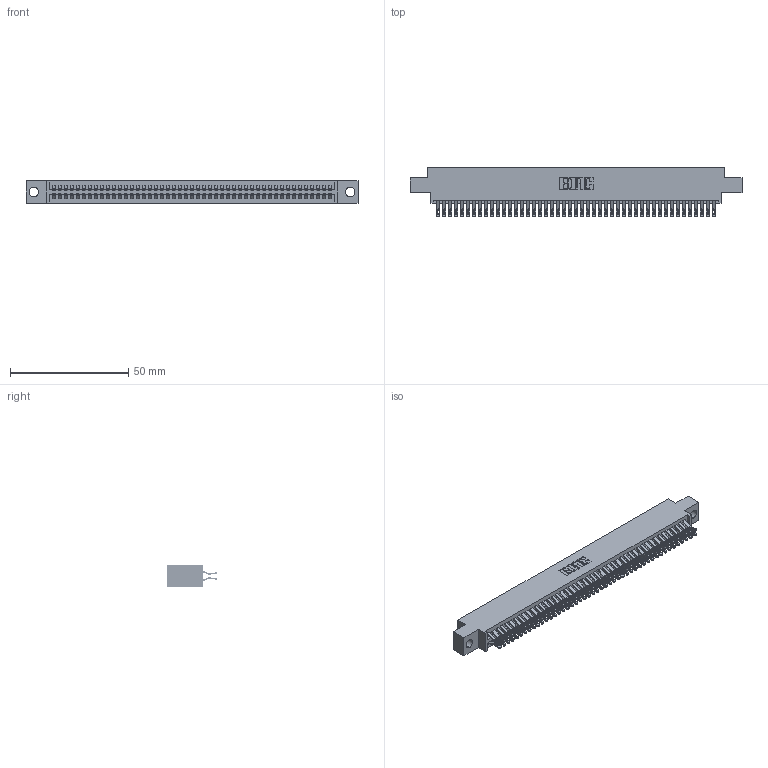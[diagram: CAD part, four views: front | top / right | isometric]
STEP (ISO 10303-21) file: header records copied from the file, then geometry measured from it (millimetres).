
FILE_DESCRIPTION (( 'STEP AP203' ), '1' );
FILE_NAME ('395-094-555-804.STEP', '2018-11-29T13:37:59', ( '' ), ( '' ), 'SwSTEP 2.0', 'SolidWorks 2016', '' );
FILE_SCHEMA (( 'CONFIG_CONTROL_DESIGN' ));
Length unit declared in the file: inch
Products named in the file (3): 345 Part_0.170 Offset - 0.156 Dia-TH; 345-292-001_555 Tail; 395-094-555-804
Assembly tree (95 placements, depth 2):
  395-094-555-804
    345 Part_0.170 Offset - 0.156 Dia-TH
    345-292-001_555 Tail  x94
Bounding box: 140.59 x 21.13 x 9.4 mm (x, y, z)
Volume: 13774.8 mm3; surface area: 21365.2 mm2
Topology: 95 solids, 95 shells, 5394 faces, 16991 edges, 11326 vertices
Faces by surface type: plane 2998, cylinder 2396
Entity records: 36665 total; most frequent: CARTESIAN_POINT 6178, ORIENTED_EDGE 6082, DIRECTION 5409, EDGE_CURVE 3041, VECTOR 2701, LINE 2701, VERTEX_POINT 2026, AXIS2_PLACEMENT_3D 1354
